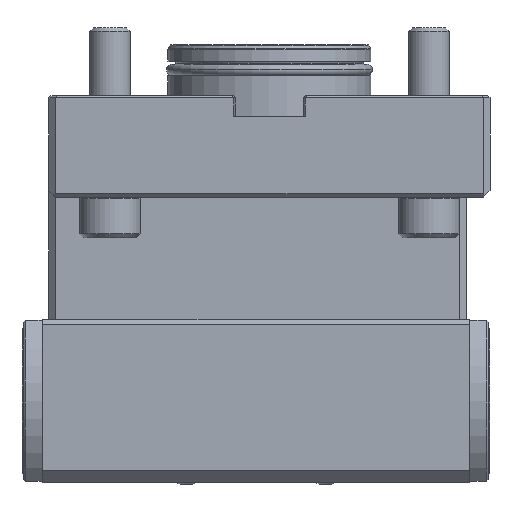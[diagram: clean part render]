
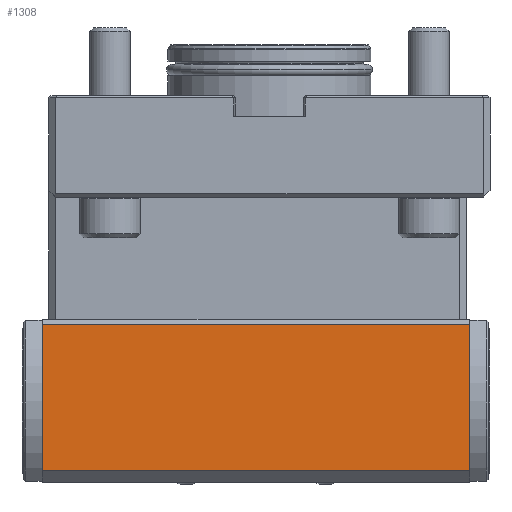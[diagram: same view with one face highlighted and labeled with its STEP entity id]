
A CAD part, front view. The second image highlights one B-rep face of the part: STEP entity #1308.
In plain terms, the highlighted planar face has unit normal (0, -1, 0).
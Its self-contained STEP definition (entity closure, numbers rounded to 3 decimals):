
#269=LINE('',#8148,#588);
#271=LINE('',#8152,#590);
#272=LINE('',#8154,#591);
#273=LINE('',#8156,#592);
#588=VECTOR('',#6130,1.);
#590=VECTOR('',#6134,1.);
#591=VECTOR('',#6135,1.);
#592=VECTOR('',#6136,1.);
#1308=ADVANCED_FACE('',(#1812),#1631,.F.);
#1631=PLANE('',#5265);
#1812=FACE_OUTER_BOUND('',#2020,.T.);
#2020=EDGE_LOOP('',(#2776,#2777,#2778,#2779));
#2776=ORIENTED_EDGE('',*,*,#4422,.F.);
#2777=ORIENTED_EDGE('',*,*,#4420,.T.);
#2778=ORIENTED_EDGE('',*,*,#4423,.F.);
#2779=ORIENTED_EDGE('',*,*,#4424,.T.);
#3907=VERTEX_POINT('',#8147);
#3908=VERTEX_POINT('',#8149);
#3909=VERTEX_POINT('',#8153);
#3910=VERTEX_POINT('',#8155);
#4420=EDGE_CURVE('',#3908,#3907,#269,.T.);
#4422=EDGE_CURVE('',#3908,#3909,#271,.T.);
#4423=EDGE_CURVE('',#3910,#3907,#272,.T.);
#4424=EDGE_CURVE('',#3910,#3909,#273,.T.);
#5265=AXIS2_PLACEMENT_3D('',#8157,#6137,#6138);
#6130=DIRECTION('',(-1.,0.,0.));
#6134=DIRECTION('',(0.,0.,-1.));
#6135=DIRECTION('',(0.,0.,1.));
#6136=DIRECTION('',(1.,0.,0.));
#6137=DIRECTION('',(0.,1.,0.));
#6138=DIRECTION('',(0.,0.,1.));
#8147=CARTESIAN_POINT('',(-67.,-33.5,-67.5));
#8148=CARTESIAN_POINT('',(-67.,-33.5,-67.5));
#8149=CARTESIAN_POINT('',(59.,-33.5,-67.5));
#8152=CARTESIAN_POINT('',(59.,-33.5,-114.));
#8153=CARTESIAN_POINT('',(59.,-33.5,-110.5));
#8154=CARTESIAN_POINT('',(-67.,-33.5,-114.));
#8155=CARTESIAN_POINT('',(-67.,-33.5,-110.5));
#8156=CARTESIAN_POINT('',(59.,-33.5,-110.5));
#8157=CARTESIAN_POINT('',(-140.144,-33.5,-114.));
